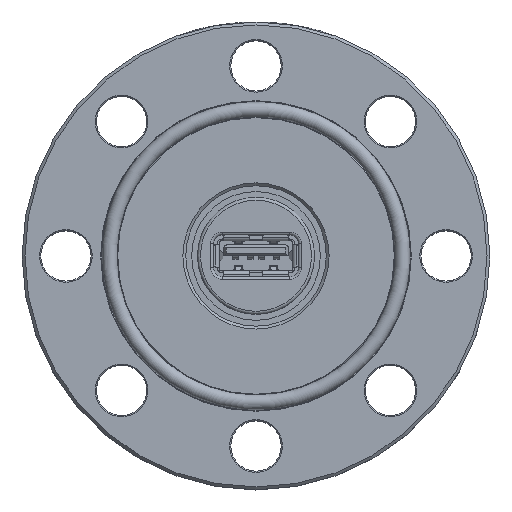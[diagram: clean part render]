
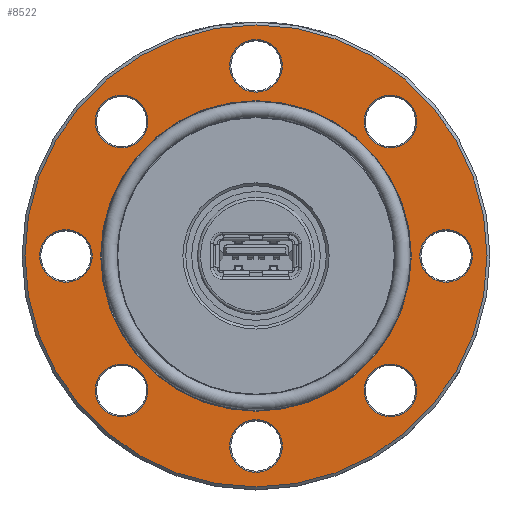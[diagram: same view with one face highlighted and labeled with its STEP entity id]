
A CAD part, top view. The second image highlights one B-rep face of the part: STEP entity #8522.
In plain terms, the highlighted planar face has unit normal (0, 0, 1).
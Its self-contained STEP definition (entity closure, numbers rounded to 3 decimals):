
#130 = CIRCLE ( 'NONE', #14835, 4.5 ) ;
#452 = FACE_BOUND ( 'NONE', #6504, .T. ) ;
#579 = FACE_BOUND ( 'NONE', #1088, .T. ) ;
#1088 = EDGE_LOOP ( 'NONE', ( #10422 ) ) ;
#1134 = DIRECTION ( 'NONE',  ( 0., 0., -1. ) ) ;
#1706 = CIRCLE ( 'NONE', #8877, 4.5 ) ;
#1890 = CARTESIAN_POINT ( 'NONE',  ( 0., 32.5, 0. ) ) ;
#1893 = VERTEX_POINT ( 'NONE', #13628 ) ;
#2222 = ORIENTED_EDGE ( 'NONE', *, *, #12449, .T. ) ;
#2335 = CARTESIAN_POINT ( 'NONE',  ( -22.981, 22.981, 0. ) ) ;
#2530 = AXIS2_PLACEMENT_3D ( 'NONE', #2335, #14044, #20078 ) ;
#2635 = AXIS2_PLACEMENT_3D ( 'NONE', #21001, #5610, #23871 ) ;
#2943 = FACE_BOUND ( 'NONE', #20652, .T. ) ;
#4657 = VERTEX_POINT ( 'NONE', #14394 ) ;
#4788 = EDGE_CURVE ( 'NONE', #5849, #5849, #6001, .T. ) ;
#4831 = CIRCLE ( 'NONE', #16579, 4.5 ) ;
#5353 = DIRECTION ( 'NONE',  ( 1., 0., 0. ) ) ;
#5476 = CARTESIAN_POINT ( 'NONE',  ( 0., -32.5, 0. ) ) ;
#5610 = DIRECTION ( 'NONE',  ( 0., 0., -1. ) ) ;
#5623 = EDGE_CURVE ( 'NONE', #7962, #7962, #130, .T. ) ;
#5683 = EDGE_LOOP ( 'NONE', ( #20599 ) ) ;
#5849 = VERTEX_POINT ( 'NONE', #21870 ) ;
#6001 = CIRCLE ( 'NONE', #2635, 26.55 ) ;
#6394 = CARTESIAN_POINT ( 'NONE',  ( 32.5, 0., 0. ) ) ;
#6504 = EDGE_LOOP ( 'NONE', ( #17711 ) ) ;
#6707 = CIRCLE ( 'NONE', #15516, 4.5 ) ;
#7115 = EDGE_LOOP ( 'NONE', ( #11391 ) ) ;
#7560 = FACE_BOUND ( 'NONE', #17533, .T. ) ;
#7962 = VERTEX_POINT ( 'NONE', #23724 ) ;
#8099 = EDGE_CURVE ( 'NONE', #9560, #9560, #17656, .T. ) ;
#8230 = CARTESIAN_POINT ( 'NONE',  ( 37., 0., 0. ) ) ;
#8249 = EDGE_CURVE ( 'NONE', #1893, #1893, #25201, .T. ) ;
#8522 = ADVANCED_FACE ( 'NONE', ( #10600, #10467, #452, #18611, #579, #8755, #2943, #25034, #11255, #7560 ), #12959, .T. ) ;
#8755 = FACE_BOUND ( 'NONE', #21071, .T. ) ;
#8877 = AXIS2_PLACEMENT_3D ( 'NONE', #12636, #20382, #18549 ) ;
#9168 = EDGE_CURVE ( 'NONE', #15581, #15581, #1706, .T. ) ;
#9177 = CARTESIAN_POINT ( 'NONE',  ( -22.981, -22.981, 0. ) ) ;
#9185 = EDGE_LOOP ( 'NONE', ( #9564 ) ) ;
#9560 = VERTEX_POINT ( 'NONE', #22143 ) ;
#9564 = ORIENTED_EDGE ( 'NONE', *, *, #8249, .T. ) ;
#9676 = DIRECTION ( 'NONE',  ( 1., 0., 0. ) ) ;
#9938 = CARTESIAN_POINT ( 'NONE',  ( -28., 0., 0. ) ) ;
#10422 = ORIENTED_EDGE ( 'NONE', *, *, #21844, .T. ) ;
#10467 = FACE_BOUND ( 'NONE', #19098, .T. ) ;
#10600 = FACE_OUTER_BOUND ( 'NONE', #9185, .T. ) ;
#11255 = FACE_BOUND ( 'NONE', #7115, .T. ) ;
#11391 = ORIENTED_EDGE ( 'NONE', *, *, #16319, .T. ) ;
#11657 = VERTEX_POINT ( 'NONE', #13747 ) ;
#11990 = CIRCLE ( 'NONE', #14079, 4.5 ) ;
#12449 = EDGE_CURVE ( 'NONE', #14006, #14006, #19907, .T. ) ;
#12563 = VERTEX_POINT ( 'NONE', #18734 ) ;
#12636 = CARTESIAN_POINT ( 'NONE',  ( -32.5, 0., 0. ) ) ;
#12791 = CIRCLE ( 'NONE', #16553, 4.5 ) ;
#12816 = EDGE_CURVE ( 'NONE', #11657, #11657, #4831, .T. ) ;
#12959 = PLANE ( 'NONE',  #15574 ) ;
#13628 = CARTESIAN_POINT ( 'NONE',  ( 39.5, 0., 0. ) ) ;
#13747 = CARTESIAN_POINT ( 'NONE',  ( 27.481, 22.981, 0. ) ) ;
#14006 = VERTEX_POINT ( 'NONE', #21617 ) ;
#14044 = DIRECTION ( 'NONE',  ( 0., 0., -1. ) ) ;
#14064 = DIRECTION ( 'NONE',  ( 0., 0., -1. ) ) ;
#14079 = AXIS2_PLACEMENT_3D ( 'NONE', #6394, #18743, #24252 ) ;
#14137 = DIRECTION ( 'NONE',  ( 0., 0., -1. ) ) ;
#14394 = CARTESIAN_POINT ( 'NONE',  ( 4.5, -32.5, 0. ) ) ;
#14429 = CARTESIAN_POINT ( 'NONE',  ( 0., 0., 0. ) ) ;
#14647 = VERTEX_POINT ( 'NONE', #8230 ) ;
#14711 = AXIS2_PLACEMENT_3D ( 'NONE', #14429, #20723, #24668 ) ;
#14835 = AXIS2_PLACEMENT_3D ( 'NONE', #24042, #14064, #22070 ) ;
#15047 = DIRECTION ( 'NONE',  ( 0., 0., 1. ) ) ;
#15310 = AXIS2_PLACEMENT_3D ( 'NONE', #9177, #1134, #25195 ) ;
#15516 = AXIS2_PLACEMENT_3D ( 'NONE', #1890, #14137, #9676 ) ;
#15525 = DIRECTION ( 'NONE',  ( 0., 0., -1. ) ) ;
#15574 = AXIS2_PLACEMENT_3D ( 'NONE', #20956, #15047, #17280 ) ;
#15581 = VERTEX_POINT ( 'NONE', #9938 ) ;
#16319 = EDGE_CURVE ( 'NONE', #12563, #12563, #6707, .T. ) ;
#16553 = AXIS2_PLACEMENT_3D ( 'NONE', #5476, #19544, #5353 ) ;
#16579 = AXIS2_PLACEMENT_3D ( 'NONE', #19223, #15525, #23536 ) ;
#17280 = DIRECTION ( 'NONE',  ( 1., 0., 0. ) ) ;
#17533 = EDGE_LOOP ( 'NONE', ( #19400 ) ) ;
#17656 = CIRCLE ( 'NONE', #2530, 4.5 ) ;
#17711 = ORIENTED_EDGE ( 'NONE', *, *, #9168, .T. ) ;
#18549 = DIRECTION ( 'NONE',  ( 1., 0., 0. ) ) ;
#18611 = FACE_BOUND ( 'NONE', #25345, .T. ) ;
#18699 = ORIENTED_EDGE ( 'NONE', *, *, #5623, .T. ) ;
#18734 = CARTESIAN_POINT ( 'NONE',  ( 4.5, 32.5, 0. ) ) ;
#18743 = DIRECTION ( 'NONE',  ( 0., 0., -1. ) ) ;
#19098 = EDGE_LOOP ( 'NONE', ( #19215 ) ) ;
#19215 = ORIENTED_EDGE ( 'NONE', *, *, #8099, .T. ) ;
#19223 = CARTESIAN_POINT ( 'NONE',  ( 22.981, 22.981, 0. ) ) ;
#19400 = ORIENTED_EDGE ( 'NONE', *, *, #4788, .T. ) ;
#19544 = DIRECTION ( 'NONE',  ( 0., 0., -1. ) ) ;
#19907 = CIRCLE ( 'NONE', #15310, 4.5 ) ;
#20078 = DIRECTION ( 'NONE',  ( 1., 0., 0. ) ) ;
#20382 = DIRECTION ( 'NONE',  ( 0., 0., -1. ) ) ;
#20599 = ORIENTED_EDGE ( 'NONE', *, *, #12816, .T. ) ;
#20652 = EDGE_LOOP ( 'NONE', ( #22228 ) ) ;
#20723 = DIRECTION ( 'NONE',  ( 0., 0., 1. ) ) ;
#20956 = CARTESIAN_POINT ( 'NONE',  ( 0., 0., 0. ) ) ;
#21001 = CARTESIAN_POINT ( 'NONE',  ( 0., 0., 0. ) ) ;
#21030 = EDGE_CURVE ( 'NONE', #14647, #14647, #11990, .T. ) ;
#21071 = EDGE_LOOP ( 'NONE', ( #18699 ) ) ;
#21617 = CARTESIAN_POINT ( 'NONE',  ( -18.481, -22.981, 0. ) ) ;
#21844 = EDGE_CURVE ( 'NONE', #4657, #4657, #12791, .T. ) ;
#21870 = CARTESIAN_POINT ( 'NONE',  ( 26.55, 0., 0. ) ) ;
#22070 = DIRECTION ( 'NONE',  ( 1., 0., 0. ) ) ;
#22143 = CARTESIAN_POINT ( 'NONE',  ( -18.481, 22.981, 0. ) ) ;
#22228 = ORIENTED_EDGE ( 'NONE', *, *, #21030, .T. ) ;
#23536 = DIRECTION ( 'NONE',  ( 1., 0., 0. ) ) ;
#23724 = CARTESIAN_POINT ( 'NONE',  ( 27.481, -22.981, 0. ) ) ;
#23871 = DIRECTION ( 'NONE',  ( 1., 0., 0. ) ) ;
#24042 = CARTESIAN_POINT ( 'NONE',  ( 22.981, -22.981, 0. ) ) ;
#24252 = DIRECTION ( 'NONE',  ( 1., 0., 0. ) ) ;
#24668 = DIRECTION ( 'NONE',  ( 1., 0., 0. ) ) ;
#25034 = FACE_BOUND ( 'NONE', #5683, .T. ) ;
#25195 = DIRECTION ( 'NONE',  ( 1., 0., 0. ) ) ;
#25201 = CIRCLE ( 'NONE', #14711, 39.5 ) ;
#25345 = EDGE_LOOP ( 'NONE', ( #2222 ) ) ;
